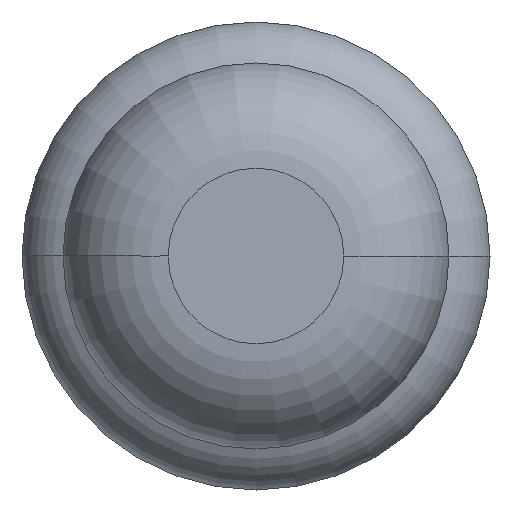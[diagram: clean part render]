
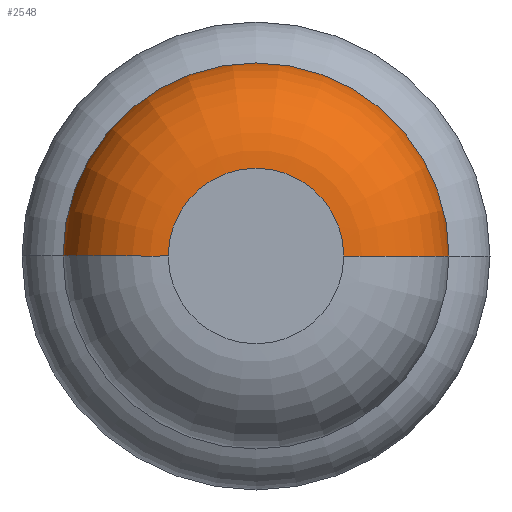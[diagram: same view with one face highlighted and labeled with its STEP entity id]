
A CAD part, front view. The second image highlights one B-rep face of the part: STEP entity #2548.
In plain terms, the highlighted toroidal (fillet/blend) face has major radius 0.375 mm and minor radius 0.45 mm.
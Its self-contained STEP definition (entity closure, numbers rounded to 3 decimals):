
#69 = ORIENTED_EDGE ( 'NONE', *, *, #1020, .T. ) ;
#210 = DIRECTION ( 'NONE',  ( 1., 0., 0. ) ) ;
#318 = EDGE_CURVE ( 'NONE', #1847, #3828, #782, .T. ) ;
#503 = AXIS2_PLACEMENT_3D ( 'NONE', #1394, #2699, #795 ) ;
#782 = CIRCLE ( 'NONE', #1476, 0.45 ) ;
#795 = DIRECTION ( 'NONE',  ( 1., 0., 0. ) ) ;
#822 = CARTESIAN_POINT ( 'NONE',  ( -0.375, -31.55, 0. ) ) ;
#843 = DIRECTION ( 'NONE',  ( 0., -1., 0. ) ) ;
#855 = CARTESIAN_POINT ( 'NONE',  ( 0., -31.55, 0. ) ) ;
#980 = CARTESIAN_POINT ( 'NONE',  ( 0.825, -31.55, 0. ) ) ;
#1020 = EDGE_CURVE ( 'Defeature ausgef�hrt1_7+Defeature ausgef�hrt1_8+Defeature ausgef�hrt1_8+Defeature ausgef�hrt1_8', #1677, #1847, #3348, .T. ) ;
#1049 = ORIENTED_EDGE ( 'NONE', *, *, #3932, .F. ) ;
#1124 = DIRECTION ( 'NONE',  ( 1., 0., 0. ) ) ;
#1394 = CARTESIAN_POINT ( 'NONE',  ( 0., -31.55, 0. ) ) ;
#1442 = DIRECTION ( 'NONE',  ( 1., 0., 0. ) ) ;
#1476 = AXIS2_PLACEMENT_3D ( 'NONE', #822, #3025, #1442 ) ;
#1677 = VERTEX_POINT ( 'NONE', #980 ) ;
#1847 = VERTEX_POINT ( 'NONE', #2677 ) ;
#1877 = CARTESIAN_POINT ( 'NONE',  ( 0.375, -31.55, 0. ) ) ;
#1909 = FACE_OUTER_BOUND ( 'NONE', #3120, .T. ) ;
#1911 = DIRECTION ( 'NONE',  ( 0., 0., -1. ) ) ;
#2142 = ORIENTED_EDGE ( 'NONE', *, *, #2550, .F. ) ;
#2158 = AXIS2_PLACEMENT_3D ( 'NONE', #1877, #1911, #2251 ) ;
#2251 = DIRECTION ( 'NONE',  ( -1., 0., 0. ) ) ;
#2399 = AXIS2_PLACEMENT_3D ( 'NONE', #855, #2460, #210 ) ;
#2460 = DIRECTION ( 'NONE',  ( 0., -1., 0. ) ) ;
#2548 = ADVANCED_FACE ( 'Defeature ausgef�hrt1_7', ( #1909 ), #3785, .T. ) ;
#2550 = EDGE_CURVE ( 'Defeature ausgef�hrt1_6+Defeature ausgef�hrt1_7+Defeature ausgef�hrt1_7+Defeature ausgef�hrt1_7', #3222, #3828, #2935, .T. ) ;
#2677 = CARTESIAN_POINT ( 'NONE',  ( -0.825, -31.55, 0. ) ) ;
#2699 = DIRECTION ( 'NONE',  ( 0., -1., 0. ) ) ;
#2816 = AXIS2_PLACEMENT_3D ( 'NONE', #3716, #843, #1124 ) ;
#2935 = CIRCLE ( 'NONE', #2816, 0.375 ) ;
#2986 = CARTESIAN_POINT ( 'NONE',  ( 0.375, -32., 0. ) ) ;
#3025 = DIRECTION ( 'NONE',  ( 0., 0., 1. ) ) ;
#3120 = EDGE_LOOP ( 'NONE', ( #69, #3610, #2142, #1049 ) ) ;
#3222 = VERTEX_POINT ( 'NONE', #2986 ) ;
#3348 = CIRCLE ( 'NONE', #503, 0.825 ) ;
#3610 = ORIENTED_EDGE ( 'NONE', *, *, #318, .T. ) ;
#3716 = CARTESIAN_POINT ( 'NONE',  ( 0., -32., 0. ) ) ;
#3730 = CIRCLE ( 'NONE', #2158, 0.45 ) ;
#3785 = TOROIDAL_SURFACE ( 'NONE', #2399, 0.375, 0.45 ) ;
#3828 = VERTEX_POINT ( 'NONE', #3972 ) ;
#3932 = EDGE_CURVE ( 'NONE', #1677, #3222, #3730, .T. ) ;
#3972 = CARTESIAN_POINT ( 'NONE',  ( -0.375, -32., 0. ) ) ;
